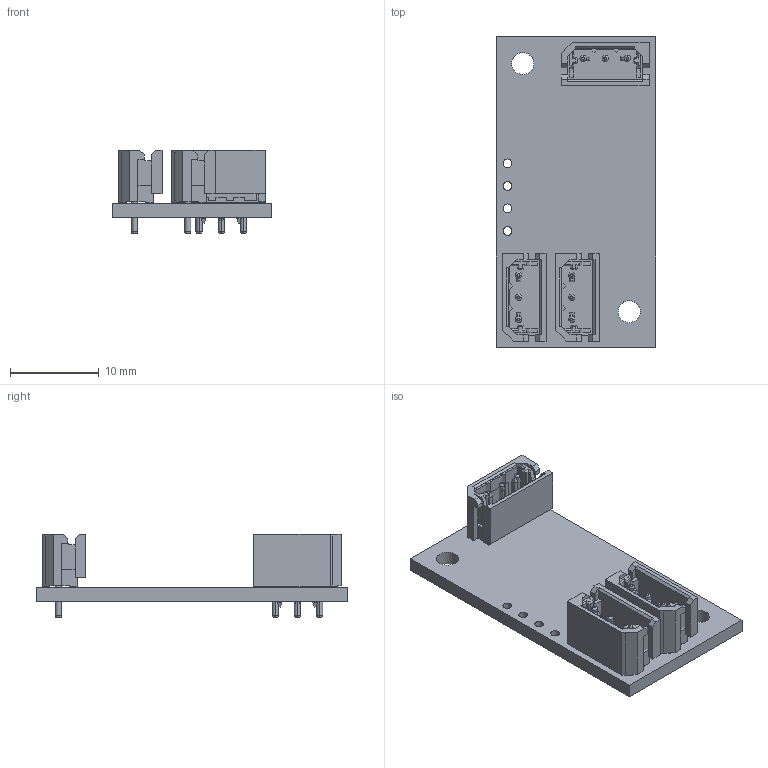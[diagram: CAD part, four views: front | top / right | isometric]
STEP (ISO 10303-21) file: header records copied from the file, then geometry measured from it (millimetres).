
FILE_DESCRIPTION(('KiCad electronic assembly'),'2;1');
FILE_NAME('7V_converter.step','2021-06-08T10:28:53',('An Author'),( 'A Company'),'Open CASCADE STEP processor 7.5', 'KiCad to STEP converter','Unknown');
FILE_SCHEMA(('AUTOMOTIVE_DESIGN { 1 0 10303 214 1 1 1 1 }'));
Length unit declared in the file: millimetre
Products named in the file (6): Open CASCADE STEP translator 7.5 1; 022035035; COMPOUND; 532530370
Assembly tree (9 placements, depth 3):
  Open CASCADE STEP translator 7.5 1
    022035035  x3
      COMPOUND
    532530370  x3
      COMPOUND
    COMPOUND
Bounding box: 18 x 35 x 9.4 mm (x, y, z)
Volume: 1630.3 mm3; surface area: 3398.3 mm2
Topology: 7 solids, 7 shells, 762 faces, 2025 edges, 1376 vertices
Faces by surface type: plane 615, cylinder 111, bspline 36
Full cylindrical faces by diameter (mm): 0.9 x3, 1 x4, 2.5 x2
Entity records: 19816 total; most frequent: CARTESIAN_POINT 4915, DIRECTION 2776, LINE 1915, VECTOR 1915, ORIENTED_EDGE 1454, PCURVE 1454, DEFINITIONAL_REPRESENTATION 1454, EDGE_CURVE 727
